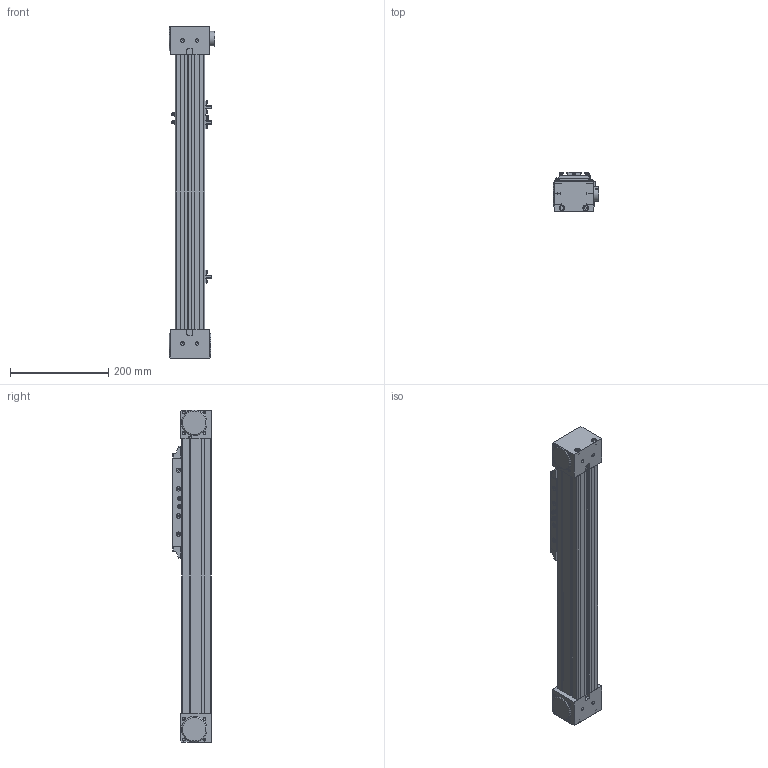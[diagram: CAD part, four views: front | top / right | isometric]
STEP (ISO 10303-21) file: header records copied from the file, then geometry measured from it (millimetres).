
FILE_DESCRIPTION (( 'STEP AP203' ), '1' );
FILE_NAME ('ITC60-D01-300.step', '2019-09-12T07:13:35', ( 'User' ), ( 'China' ), 'SwSTEP 2.0', 'SolidWorks 2016', '' );
FILE_SCHEMA (( 'CONFIG_CONTROL_DESIGN' ));
Length unit declared in the file: millimetre
Products named in the file (9): PART-6003-TC; PART-6002-TC; PART-6001-TC-100; PART-6004-TC; ITC60-D01-300; PART-6006-TC; PART-6008-TC; PART-6005-TC; PART-6007-TC
Assembly tree (14 placements, depth 2):
  ITC60-D01-300
    PART-6001-TC-100
    PART-6002-TC  x2
    PART-6003-TC
    PART-6005-TC
    PART-6008-TC  x3
    PART-6006-TC
    PART-6004-TC  x2
    PART-6007-TC  x3
Bounding box: 92.6 x 79 x 676 mm (x, y, z)
Volume: 2476808.3 mm3; surface area: 434995.4 mm2
Topology: 14 solids, 32 shells, 1381 faces, 3409 edges, 2125 vertices
Faces by surface type: plane 681, cylinder 385, cone 271, torus 40, sphere 4
Entity records: 28827 total; most frequent: CARTESIAN_POINT 5071, DIRECTION 4922, ORIENTED_EDGE 4528, EDGE_CURVE 2272, AXIS2_PLACEMENT_3D 1762, VERTEX_POINT 1443, LINE 1398, VECTOR 1398
